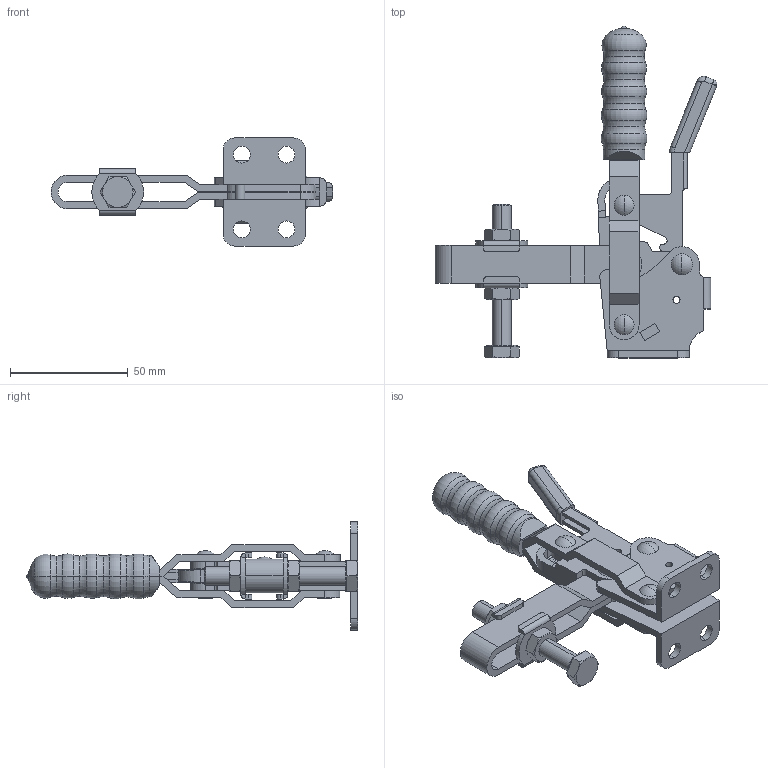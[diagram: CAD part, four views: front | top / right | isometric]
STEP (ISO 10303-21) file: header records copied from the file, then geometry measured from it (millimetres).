
FILE_DESCRIPTION (( 'STEP AP214' ), '1' );
FILE_NAME ('GH-12130-RSS.STEP', '2024-11-19T03:33:01', ( '' ), ( '' ), 'SwSTEP 2.0', 'SolidWorks 2016', '' );
FILE_SCHEMA (( 'AUTOMOTIVE_DESIGN' ));
Length unit declared in the file: millimetre
Products named in the file (10): GH-12130-RSS; Hexagon Nut_3_JIS_JIS B 1181 Hexagon nut - Class 3 Finished M8 --N; Group1^GH-12130-RSS; 5100516 (FW-516); Group2^GH-12130-RSS; 7608060; 11213002[Lock]?_沾膠; 11213009-1^GH-12130-RSS; Group4^GH-12130-RSS; SA-086012-SS
Assembly tree (11 placements, depth 3):
  GH-12130-RSS
    Group1^GH-12130-RSS
    Group2^GH-12130-RSS
    Group4^GH-12130-RSS
    11213009-1^GH-12130-RSS
    11213002[Lock]?_沾膠
    SA-086012-SS
      7608060
      5100516 (FW-516)  x2
      Hexagon Nut_3_JIS_JIS B 1181 Hexagon nut - Class 3 Finished M8 --N  x2
Bounding box: 119.88 x 141.15 x 46 mm (x, y, z)
Volume: 58583.4 mm3; surface area: 40179.2 mm2
Topology: 10 solids, 10 shells, 466 faces, 1172 edges, 739 vertices
Faces by surface type: plane 206, cylinder 155, torus 46, cone 44, sphere 14, bspline 1
Entity records: 14104 total; most frequent: CARTESIAN_POINT 2527, DIRECTION 2247, ORIENTED_EDGE 2072, EDGE_CURVE 1036, AXIS2_PLACEMENT_3D 846, VERTEX_POINT 658, LINE 555, VECTOR 555
